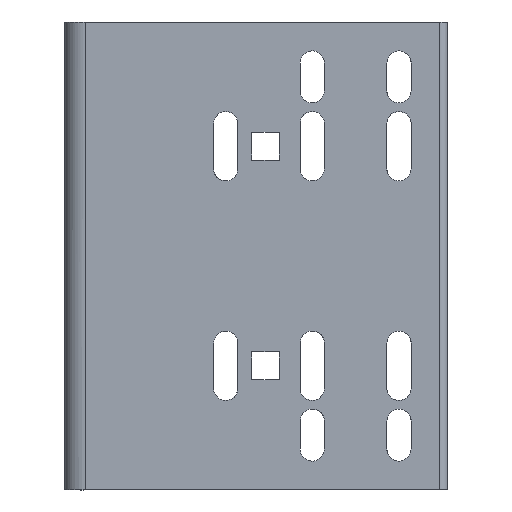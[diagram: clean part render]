
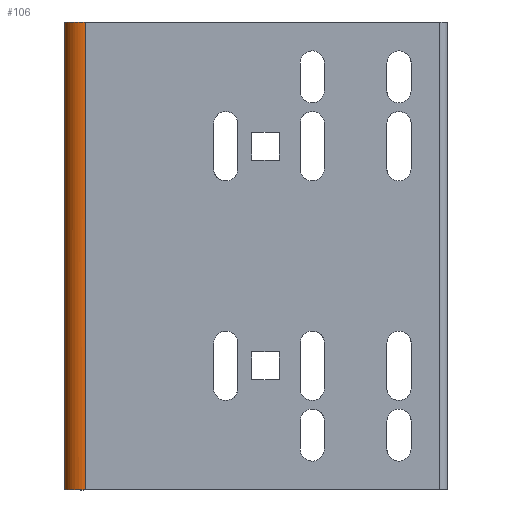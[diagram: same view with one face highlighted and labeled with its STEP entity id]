
A CAD part, left-side view. The second image highlights one B-rep face of the part: STEP entity #106.
In plain terms, the highlighted free-form (B-spline) face has degree [2, 1] with [9, 2] control points.
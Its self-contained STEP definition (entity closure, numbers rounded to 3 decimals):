
#106=ADVANCED_FACE('',(#295),#3306,.T.);
#295=FACE_OUTER_BOUND('',#542,.T.);
#542=EDGE_LOOP('',(#1102,#1103,#1104,#1105));
#1102=ORIENTED_EDGE('',*,*,#2039,.F.);
#1103=ORIENTED_EDGE('',*,*,#2042,.F.);
#1104=ORIENTED_EDGE('',*,*,#2043,.T.);
#1105=ORIENTED_EDGE('',*,*,#2044,.F.);
#2039=EDGE_CURVE('',#3184,#3064,#2822,.T.);
#2042=EDGE_CURVE('',#3183,#3184,#2430,.T.);
#2043=EDGE_CURVE('',#3183,#3065,#2431,.T.);
#2044=EDGE_CURVE('',#3064,#3065,#2432,.T.);
#2430=(
BOUNDED_CURVE()
B_SPLINE_CURVE(2,(#6247,#6248,#6249,#6250,#6251),.UNSPECIFIED.,.F.,.F.)
B_SPLINE_CURVE_WITH_KNOTS((3,2,3),(0.,9.425,18.85),
 .UNSPECIFIED.)
CURVE()
GEOMETRIC_REPRESENTATION_ITEM()
RATIONAL_B_SPLINE_CURVE((1.,0.707,1.,0.707,1.))
REPRESENTATION_ITEM('')
);
#2431=(
BOUNDED_CURVE()
B_SPLINE_CURVE(1,(#6252,#6253),.UNSPECIFIED.,.F.,.F.)
B_SPLINE_CURVE_WITH_KNOTS((2,2),(0.,135.),.UNSPECIFIED.)
CURVE()
GEOMETRIC_REPRESENTATION_ITEM()
RATIONAL_B_SPLINE_CURVE((1.,1.))
REPRESENTATION_ITEM('')
);
#2432=(
BOUNDED_CURVE()
B_SPLINE_CURVE(2,(#6254,#6255,#6256,#6257,#6258),.UNSPECIFIED.,.F.,.F.)
B_SPLINE_CURVE_WITH_KNOTS((3,2,3),(0.,9.425,18.85),
 .UNSPECIFIED.)
CURVE()
GEOMETRIC_REPRESENTATION_ITEM()
RATIONAL_B_SPLINE_CURVE((1.,0.707,1.,0.707,1.))
REPRESENTATION_ITEM('')
);
#2822=B_SPLINE_CURVE_WITH_KNOTS('',1,(#6241,#6242),.UNSPECIFIED.,.F.,.F.,
(2,2),(-135.,0.),.UNSPECIFIED.);
#3064=VERTEX_POINT('',#5479);
#3065=VERTEX_POINT('',#5480);
#3183=VERTEX_POINT('',#5598);
#3184=VERTEX_POINT('',#5599);
#3306=(
BOUNDED_SURFACE()
B_SPLINE_SURFACE(2,1,((#3830,#3831),(#3832,#3833),(#3834,#3835),(#3836,
#3837),(#3838,#3839),(#3840,#3841),(#3842,#3843),(#3844,#3845),(#3846,#3847)),
 .UNSPECIFIED.,.T.,.F.,.F.)
B_SPLINE_SURFACE_WITH_KNOTS((3,2,2,2,3),(2,2),(0.,1.571,3.142,
4.712,6.283),(0.,162.6),.UNSPECIFIED.)
GEOMETRIC_REPRESENTATION_ITEM()
RATIONAL_B_SPLINE_SURFACE(((1.,1.),(0.707,0.707),
(1.,1.),(0.707,0.707),(1.,1.),(0.707,
0.707),(1.,1.),(0.707,0.707),(1.,1.)))
REPRESENTATION_ITEM('')
SURFACE()
);
#3830=CARTESIAN_POINT('',(-94.,98.5,-81.3));
#3831=CARTESIAN_POINT('',(-94.,98.5,81.3));
#3832=CARTESIAN_POINT('',(-88.,98.5,-81.3));
#3833=CARTESIAN_POINT('',(-88.,98.5,81.3));
#3834=CARTESIAN_POINT('',(-88.,104.5,-81.3));
#3835=CARTESIAN_POINT('',(-88.,104.5,81.3));
#3836=CARTESIAN_POINT('',(-88.,110.5,-81.3));
#3837=CARTESIAN_POINT('',(-88.,110.5,81.3));
#3838=CARTESIAN_POINT('',(-94.,110.5,-81.3));
#3839=CARTESIAN_POINT('',(-94.,110.5,81.3));
#3840=CARTESIAN_POINT('',(-100.,110.5,-81.3));
#3841=CARTESIAN_POINT('',(-100.,110.5,81.3));
#3842=CARTESIAN_POINT('',(-100.,104.5,-81.3));
#3843=CARTESIAN_POINT('',(-100.,104.5,81.3));
#3844=CARTESIAN_POINT('',(-100.,98.5,-81.3));
#3845=CARTESIAN_POINT('',(-100.,98.5,81.3));
#3846=CARTESIAN_POINT('',(-94.,98.5,-81.3));
#3847=CARTESIAN_POINT('',(-94.,98.5,81.3));
#5479=CARTESIAN_POINT('',(-88.,104.5,67.5));
#5480=CARTESIAN_POINT('',(-100.,104.5,67.5));
#5598=CARTESIAN_POINT('',(-100.,104.5,-67.5));
#5599=CARTESIAN_POINT('',(-88.,104.5,-67.5));
#6241=CARTESIAN_POINT('',(-88.,104.5,-67.5));
#6242=CARTESIAN_POINT('',(-88.,104.5,67.5));
#6247=CARTESIAN_POINT('',(-100.,104.5,-67.5));
#6248=CARTESIAN_POINT('',(-100.,110.5,-67.5));
#6249=CARTESIAN_POINT('',(-94.,110.5,-67.5));
#6250=CARTESIAN_POINT('',(-88.,110.5,-67.5));
#6251=CARTESIAN_POINT('',(-88.,104.5,-67.5));
#6252=CARTESIAN_POINT('',(-100.,104.5,-67.5));
#6253=CARTESIAN_POINT('',(-100.,104.5,67.5));
#6254=CARTESIAN_POINT('',(-88.,104.5,67.5));
#6255=CARTESIAN_POINT('',(-88.,110.5,67.5));
#6256=CARTESIAN_POINT('',(-94.,110.5,67.5));
#6257=CARTESIAN_POINT('',(-100.,110.5,67.5));
#6258=CARTESIAN_POINT('',(-100.,104.5,67.5));
